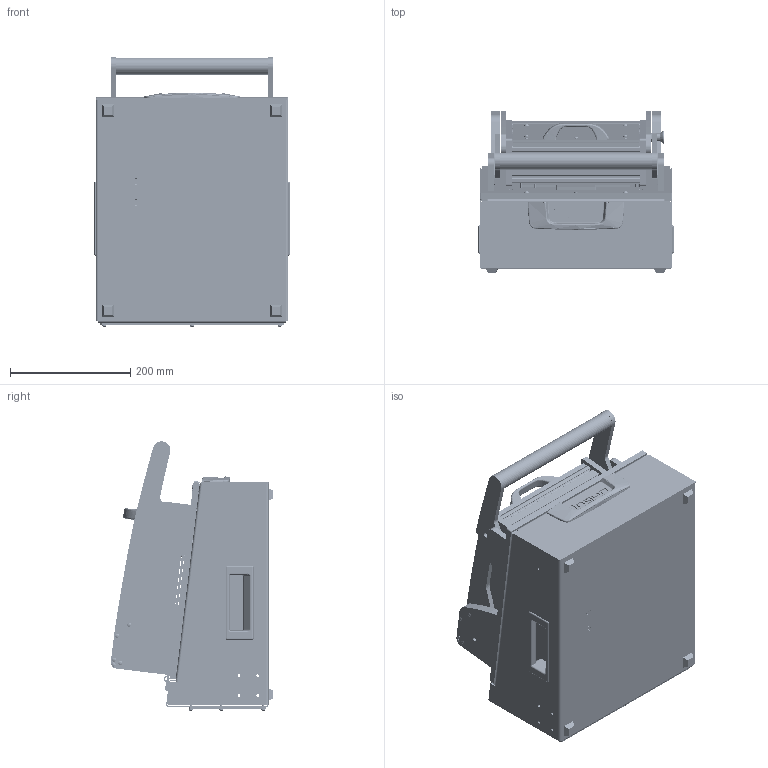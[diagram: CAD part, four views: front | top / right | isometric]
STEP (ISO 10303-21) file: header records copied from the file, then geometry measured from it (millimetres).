
FILE_DESCRIPTION (( 'STEP AP214' ), '1' );
FILE_NAME ('INGUN_105127.STEP', '2022-12-22T13:06:40', ( '' ), ( '' ), 'SwSTEP 2.0', 'SolidWorks 2021', '' );
FILE_SCHEMA (( 'AUTOMOTIVE_DESIGN' ));
Length unit declared in the file: millimetre
Products named in the file (106): 111995~1_S; 21332_02~0; 36176~0_S; 40567~5_KUNDE<S>; DIN985-A2~n_M05,0; 2497~0; ISO7380~n_M04,0x016; 30758_01~0_S; 39891~3_KUNDE<S>; DIN7991~n_M03,0x006; 49317~0; 45988~3_S; 34324~6; 20902~0; 2229~6; 53735~1_KUNDE<S>; 40565~5_S; 35334~0_S; 2393~0_S; DIN912~n_M04,0x016; 32462~0_S; 46007~4_S; 48509~2_S; 21332_01~0; DIN125~n_05,3 M05,0 Fase; 105125~1_KUNDE<S>; DIN912~n_M03,0x012; 45992~2_S; DIN7991~n_M05,0x012; 2281~0_180ø<Standard>; INGUN_105127; K_02037~0_Standard ohne Dyn Punkt<Standard>; 109947~0_KUNDE<S>; ISO7380~n_M05,0x020; DIN7991~n_M05,0x016; ISO7380~n_M03,0x006; 47523~0_S; DIN6325~n_03,0m6x016; 109946~0_KUNDE<S>; 40571~0_mit Lehre gebohrt<S> ...
Assembly tree (228 placements, depth 7):
  INGUN_105127
    105125~1_KUNDE<S>
      34330~3_S
        34324~6
        30758~0_S  x2
          30758_01~0_S
          30758_02~0_S
          38564~0
        20902~0
        21332~0
          21332_02~0
          21332_01~0
        31767~3_S
        2720~0  x4
        53032~0_S
        32171~0_S
        32462~0_S
        35334~0_S
        DIN7991~n_M05,0x012  x2
        DIN7991~n_M05,0x016
        8804~0
        DIN985-A2~n_M05,0  x3
        ISO7380~n_M04,0x012  x4
        DIN125~n_05,3 M05,0 Fase  x2
      105126~1_KUNDE<S>
        109746~1_S
          40515~11
          40518~3_S
          40565~5_S
          40519~6_S
          48509~2_S
          2281~0_180ø<Standard>  x2
            2281~0
          112064~0_S  x2
          53031~0_S
          114566~0_S  x2
            112087~1_S
              111995~1_S
              112086~2_S
              DIN125~n_05,3 M05,0 Fase
            49317~0
            DIN912~n_M04,0x016
            DIN125~n_04,3 M04,0
            DIN125~n_06,4 M06,0 Fase
          DIN7991~n_M05,0x016  x10
          DIN7991~n_M05,0x020  x6
          DIN125~n_05,3 M05,0 Fase  x4
          DIN934~n_M05,0  x4
          DIN6325~n_04,0m6x016  x2
          DIN6325~n_06,0m6x012  x2
        105121~0_KUNDE<S>
          40567~5_KUNDE<S>
          40568~4_KUNDE<S>
          34328~1_S  x2
          40571~0_mit Lehre gebohrt<S>
          40569~1_S
          3381~0
          ISO7380~n_M04,0x016
          57801~2_S  x2
          49317~0  x2
Bounding box: 324.6 x 269.75 x 447.46 mm (x, y, z)
Volume: 4764112.7 mm3; surface area: 2186909.3 mm2
Topology: 220 solids, 220 shells, 6792 faces, 16865 edges, 10785 vertices
Faces by surface type: plane 2821, cylinder 2641, cone 823, bspline 273, torus 140, sphere 94
Entity records: 133393 total; most frequent: CARTESIAN_POINT 37152, DIRECTION 19401, ORIENTED_EDGE 18270, EDGE_CURVE 9135, AXIS2_PLACEMENT_3D 7256, VERTEX_POINT 5899, VECTOR 4889, LINE 4889
